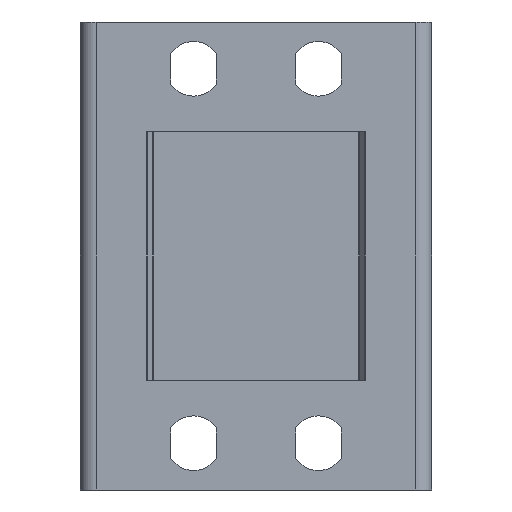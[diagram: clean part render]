
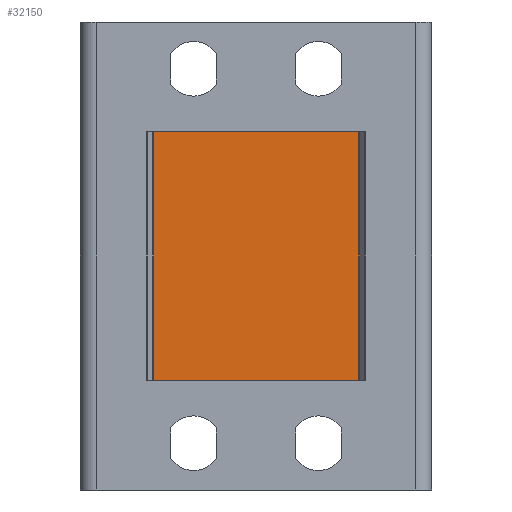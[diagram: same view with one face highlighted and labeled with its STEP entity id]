
A CAD part, front view. The second image highlights one B-rep face of the part: STEP entity #32150.
In plain terms, the highlighted planar face has unit normal (0, -1, 0).
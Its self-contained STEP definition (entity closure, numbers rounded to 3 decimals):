
#3642=DIRECTION('',(1.,0.,0.));
#3643=VECTOR('',#3642,26.3);
#3644=CARTESIAN_POINT('',(-13.15,1.,16.));
#3645=LINE('',#3644,#3643);
#4081=DIRECTION('',(0.,0.,1.));
#4082=VECTOR('',#4081,16.);
#4083=CARTESIAN_POINT('',(-13.15,1.,-16.));
#4084=LINE('',#4083,#4082);
#4085=DIRECTION('',(0.,0.,1.));
#4086=VECTOR('',#4085,16.);
#4087=CARTESIAN_POINT('',(-13.15,1.,0.));
#4088=LINE('',#4087,#4086);
#4089=DIRECTION('',(0.,0.,1.));
#4090=VECTOR('',#4089,16.);
#4091=CARTESIAN_POINT('',(13.15,1.,-16.));
#4092=LINE('',#4091,#4090);
#4093=DIRECTION('',(0.,0.,1.));
#4094=VECTOR('',#4093,16.);
#4095=CARTESIAN_POINT('',(13.15,1.,0.));
#4096=LINE('',#4095,#4094);
#4207=DIRECTION('',(1.,0.,0.));
#4208=VECTOR('',#4207,26.3);
#4209=CARTESIAN_POINT('',(-13.15,1.,-16.));
#4210=LINE('',#4209,#4208);
#26124=CARTESIAN_POINT('',(-13.15,1.,16.));
#26125=VERTEX_POINT('',#26124);
#26126=CARTESIAN_POINT('',(13.15,1.,16.));
#26127=VERTEX_POINT('',#26126);
#26508=CARTESIAN_POINT('',(-13.15,1.,-16.));
#26509=VERTEX_POINT('',#26508);
#26510=CARTESIAN_POINT('',(13.15,1.,-16.));
#26511=VERTEX_POINT('',#26510);
#26564=CARTESIAN_POINT('',(-13.15,1.,0.));
#26565=VERTEX_POINT('',#26564);
#26570=CARTESIAN_POINT('',(13.15,1.,0.));
#26571=VERTEX_POINT('',#26570);
#32134=CARTESIAN_POINT('',(0.,1.,8.));
#32135=DIRECTION('',(0.,1.,0.));
#32136=DIRECTION('',(1.,0.,0.));
#32137=AXIS2_PLACEMENT_3D('',#32134,#32135,#32136);
#32138=PLANE('',#32137);
#32140=ORIENTED_EDGE('',*,*,#32139,.F.);
#32142=ORIENTED_EDGE('',*,*,#32141,.F.);
#32144=ORIENTED_EDGE('',*,*,#32143,.F.);
#32145=ORIENTED_EDGE('',*,*,#32124,.T.);
#32146=ORIENTED_EDGE('',*,*,#32122,.T.);
#32147=ORIENTED_EDGE('',*,*,#31833,.T.);
#32148=EDGE_LOOP('',(#32140,#32142,#32144,#32145,#32146,#32147));
#32149=FACE_OUTER_BOUND('',#32148,.F.);
#31833=EDGE_CURVE('',#26125,#26127,#3645,.T.);
#32122=EDGE_CURVE('',#26565,#26125,#4088,.T.);
#32124=EDGE_CURVE('',#26509,#26565,#4084,.T.);
#32139=EDGE_CURVE('',#26571,#26127,#4096,.T.);
#32141=EDGE_CURVE('',#26511,#26571,#4092,.T.);
#32143=EDGE_CURVE('',#26509,#26511,#4210,.T.);
#32150=ADVANCED_FACE('',(#32149),#32138,.F.);
